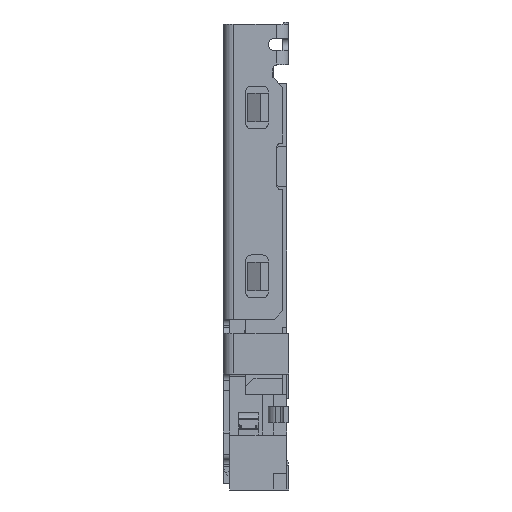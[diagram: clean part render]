
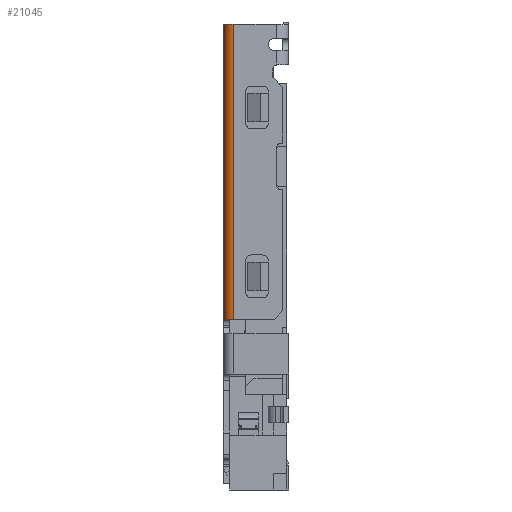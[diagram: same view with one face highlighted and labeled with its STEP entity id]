
A CAD part, left-side view. The second image highlights one B-rep face of the part: STEP entity #21045.
In plain terms, the highlighted cylindrical face has radius 0.25 mm (diameter 0.5 mm), a partial arc.
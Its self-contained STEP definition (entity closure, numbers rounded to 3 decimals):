
#329=DIRECTION('',(0.,0.,-1.));
#330=VECTOR('',#329,7.25);
#331=CARTESIAN_POINT('',(-5.725,1.55,6.45));
#332=LINE('',#331,#330);
#2107=CARTESIAN_POINT('',(-5.725,1.3,-0.8));
#2108=DIRECTION('',(0.,0.,1.));
#2109=DIRECTION('',(0.,1.,0.));
#2110=AXIS2_PLACEMENT_3D('',#2107,#2108,#2109);
#2159=DIRECTION('',(0.,0.,-1.));
#2160=VECTOR('',#2159,7.25);
#2161=CARTESIAN_POINT('',(-5.975,1.3,6.45));
#2162=LINE('',#2161,#2160);
#2163=CARTESIAN_POINT('',(-5.725,1.3,6.45));
#2164=DIRECTION('',(0.,0.,-1.));
#2165=DIRECTION('',(-1.,0.,0.));
#2166=AXIS2_PLACEMENT_3D('',#2163,#2164,#2165);
#16352=CARTESIAN_POINT('',(-5.975,1.3,-0.8));
#16354=VERTEX_POINT('',#16352);
#16356=CARTESIAN_POINT('',(-5.975,1.3,6.45));
#16357=VERTEX_POINT('',#16356);
#16420=CARTESIAN_POINT('',(-5.725,1.55,-0.8));
#16421=VERTEX_POINT('',#16420);
#16422=CARTESIAN_POINT('',(-5.725,1.55,6.45));
#16423=VERTEX_POINT('',#16422);
#21032=CARTESIAN_POINT('',(-5.725,1.3,-2.322));
#21033=DIRECTION('',(0.,0.,1.));
#21034=DIRECTION('',(1.,0.,0.));
#21035=AXIS2_PLACEMENT_3D('',#21032,#21033,#21034);
#21036=CYLINDRICAL_SURFACE('',#21035,0.25);
#21037=ORIENTED_EDGE('',*,*,#20960,.F.);
#21038=ORIENTED_EDGE('',*,*,#18552,.F.);
#21040=ORIENTED_EDGE('',*,*,#21039,.F.);
#21042=ORIENTED_EDGE('',*,*,#21041,.T.);
#21043=EDGE_LOOP('',(#21037,#21038,#21040,#21042));
#21044=FACE_OUTER_BOUND('',#21043,.F.);
#2111=CIRCLE('',#2110,0.25);
#2167=CIRCLE('',#2166,0.25);
#18552=EDGE_CURVE('',#16423,#16421,#332,.T.);
#20960=EDGE_CURVE('',#16421,#16354,#2111,.T.);
#21039=EDGE_CURVE('',#16357,#16423,#2167,.T.);
#21041=EDGE_CURVE('',#16357,#16354,#2162,.T.);
#21045=ADVANCED_FACE('',(#21044),#21036,.T.);
